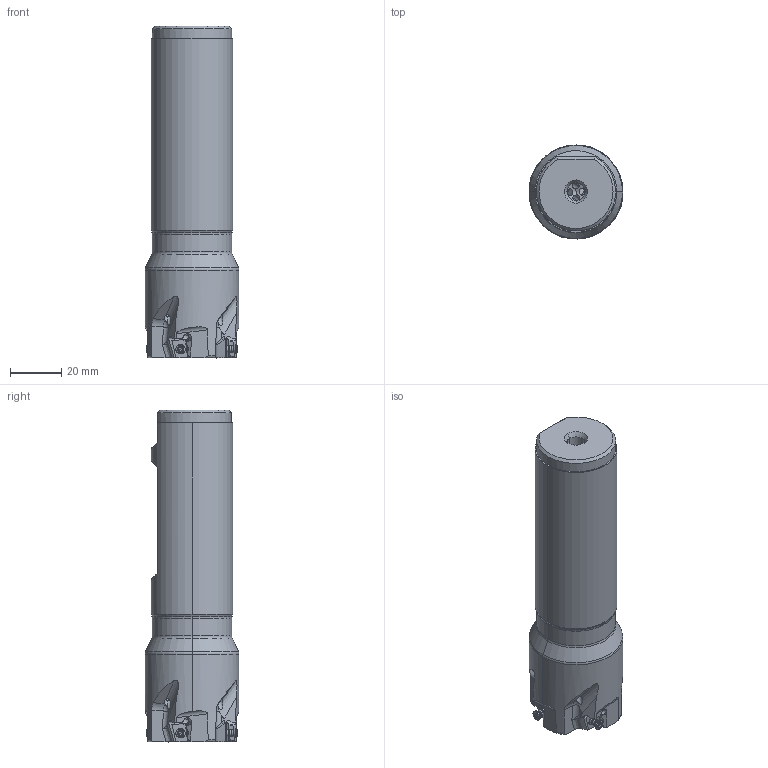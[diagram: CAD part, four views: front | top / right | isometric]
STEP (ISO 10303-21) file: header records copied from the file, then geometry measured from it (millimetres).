
FILE_DESCRIPTION(/* description */ (''),/* implementation_level */ '2;1');
FILE_NAME(/* name */ 'VPX200UR2404FA20S.stp',/* time_stamp */ '2025-07-08T15:59:17+09:00',/* author */ (''),/* organization */ (''),/* preprocessor_version */ 'ST-DEVELOPER v18.101',/* originating_system */ 'SIEMENS PLM Software NX 2011',/* authorisation */ '');
FILE_SCHEMA (('AUTOMOTIVE_DESIGN { 1 0 10303 214 3 1 1 1 }'));
Length unit declared in the file: millimetre
Products named in the file (1): VPX200UR2404FA20S_ASM
Bounding box: 36.5 x 36.5 x 128.97 mm (x, y, z)
Volume: 101629.3 mm3; surface area: 18798.3 mm2
Topology: 5 solids, 5 shells, 446 faces, 1277 edges, 836 vertices
Faces by surface type: cylinder 195, plane 114, cone 63, torus 46, extrusion 16, sphere 8, bspline 4
Entity records: 17621 total; most frequent: CARTESIAN_POINT 6440, ORIENTED_EDGE 2498, DIRECTION 2067, EDGE_CURVE 1249, VERTEX_POINT 829, AXIS2_PLACEMENT_3D 815, B_SPLINE_CURVE_WITH_KNOTS 478, EDGE_LOOP 470
